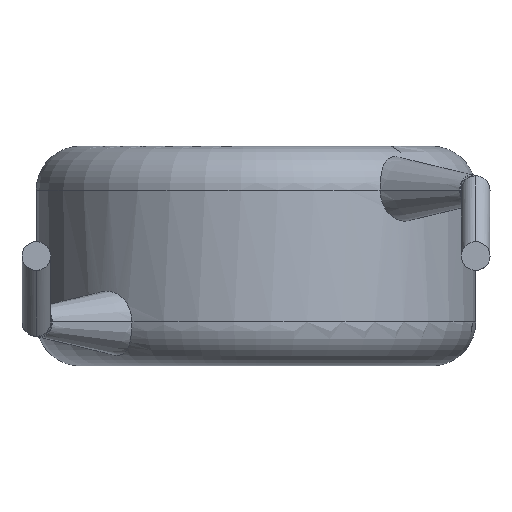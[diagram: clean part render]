
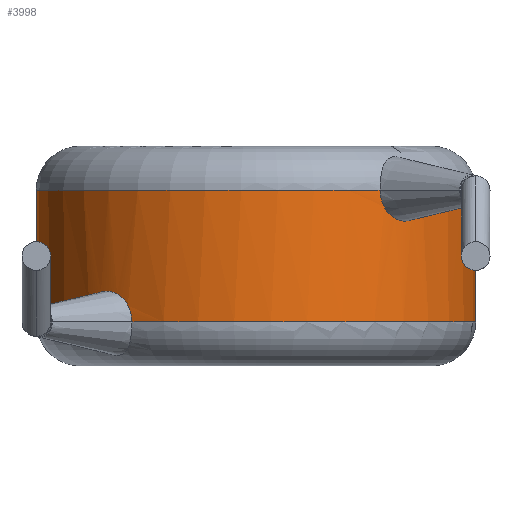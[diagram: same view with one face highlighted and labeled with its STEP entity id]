
A CAD part, front view. The second image highlights one B-rep face of the part: STEP entity #3998.
In plain terms, the highlighted cylindrical face has radius 5 mm (diameter 10 mm), a partial arc.
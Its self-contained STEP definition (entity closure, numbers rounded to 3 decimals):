
#40 = CYLINDRICAL_SURFACE ( 'NONE', #961, 5. ) ;
#78 = VERTEX_POINT ( 'NONE', #895 ) ;
#101 = CARTESIAN_POINT ( 'NONE',  ( 3.637, -3.432, 3.384 ) ) ;
#116 = EDGE_CURVE ( 'NONE', #341, #78, #3121, .T. ) ;
#136 = EDGE_CURVE ( 'NONE', #3294, #3633, #2478, .T. ) ;
#205 = CARTESIAN_POINT ( 'NONE',  ( -2.898, -4.074, 1.357 ) ) ;
#227 = CARTESIAN_POINT ( 'NONE',  ( 3.872, -3.163, 4. ) ) ;
#235 = CARTESIAN_POINT ( 'NONE',  ( -3.872, -3.163, 1.187 ) ) ;
#250 = EDGE_CURVE ( 'NONE', #341, #3633, #3262, .T. ) ;
#341 = VERTEX_POINT ( 'NONE', #4076 ) ;
#403 = CARTESIAN_POINT ( 'NONE',  ( 2.942, -4.043, 3.565 ) ) ;
#418 = CARTESIAN_POINT ( 'NONE',  ( 3.69, -3.374, 3.435 ) ) ;
#437 = DIRECTION ( 'NONE',  ( 1., 0., 0. ) ) ;
#451 = AXIS2_PLACEMENT_3D ( 'NONE', #777, #3060, #793 ) ;
#452 = CIRCLE ( 'NONE', #2929, 5. ) ;
#496 = DIRECTION ( 'NONE',  ( 1., 0., 0. ) ) ;
#512 = ORIENTED_EDGE ( 'NONE', *, *, #136, .F. ) ;
#525 = DIRECTION ( 'NONE',  ( 0., 0., -1. ) ) ;
#546 = CARTESIAN_POINT ( 'NONE',  ( -2.839, -4.116, 1.186 ) ) ;
#551 = CARTESIAN_POINT ( 'NONE',  ( 0., 0., 1. ) ) ;
#570 = DIRECTION ( 'NONE',  ( 0., 0., 1. ) ) ;
#731 = CARTESIAN_POINT ( 'NONE',  ( 3.245, -3.808, 3.296 ) ) ;
#773 = EDGE_CURVE ( 'NONE', #952, #3547, #3681, .T. ) ;
#777 = CARTESIAN_POINT ( 'NONE',  ( 0., 0., 4. ) ) ;
#793 = DIRECTION ( 'NONE',  ( 1., 0., 0. ) ) ;
#851 = CARTESIAN_POINT ( 'NONE',  ( -3.101, -3.924, 1.629 ) ) ;
#866 = DIRECTION ( 'NONE',  ( 0., 0., -1. ) ) ;
#888 = VECTOR ( 'NONE', #866, 1000. ) ;
#895 = CARTESIAN_POINT ( 'NONE',  ( -3.872, -3.163, 1. ) ) ;
#952 = VERTEX_POINT ( 'NONE', #2377 ) ;
#961 = AXIS2_PLACEMENT_3D ( 'NONE', #3622, #2755, #3880 ) ;
#978 = EDGE_LOOP ( 'NONE', ( #512, #2432, #2963, #2393, #3191, #2656, #1141, #2807 ) ) ;
#1029 = CIRCLE ( 'NONE', #1062, 5. ) ;
#1034 = CIRCLE ( 'NONE', #451, 5. ) ;
#1062 = AXIS2_PLACEMENT_3D ( 'NONE', #551, #570, #3218 ) ;
#1096 = DIRECTION ( 'NONE',  ( 0., 0., 1. ) ) ;
#1103 = CARTESIAN_POINT ( 'NONE',  ( -2.823, -4.127, 1. ) ) ;
#1141 = ORIENTED_EDGE ( 'NONE', *, *, #116, .F. ) ;
#1185 = CARTESIAN_POINT ( 'NONE',  ( -3.245, -3.808, 1.704 ) ) ;
#1379 = CARTESIAN_POINT ( 'NONE',  ( 3.824, -3.224, 3.631 ) ) ;
#1451 = CARTESIAN_POINT ( 'NONE',  ( 3.872, -3.163, 4. ) ) ;
#1503 = CARTESIAN_POINT ( 'NONE',  ( 5., 0., 5. ) ) ;
#1516 = CARTESIAN_POINT ( 'NONE',  ( -2.942, -4.043, 1.435 ) ) ;
#1534 = CARTESIAN_POINT ( 'NONE',  ( 5., 0., 4. ) ) ;
#1568 = EDGE_CURVE ( 'NONE', #3547, #78, #1029, .T. ) ;
#1686 = CARTESIAN_POINT ( 'NONE',  ( 2.823, -4.127, 3.906 ) ) ;
#1756 = EDGE_CURVE ( 'NONE', #3294, #2020, #1034, .T. ) ;
#1814 = CARTESIAN_POINT ( 'NONE',  ( 2.823, -4.127, 4. ) ) ;
#1819 = CARTESIAN_POINT ( 'NONE',  ( -3.637, -3.432, 1.616 ) ) ;
#1822 = CARTESIAN_POINT ( 'NONE',  ( -5., 0., 5. ) ) ;
#1829 = CARTESIAN_POINT ( 'NONE',  ( -3.69, -3.374, 1.565 ) ) ;
#1886 = VERTEX_POINT ( 'NONE', #1814 ) ;
#1923 = B_SPLINE_CURVE_WITH_KNOTS ( 'NONE', 3,
 ( #2058, #1686, #4011, #4035, #403, #4025, #731, #3024, #3371, #101, #418, #1379, #3702, #1451 ),
 .UNSPECIFIED., .F., .F.,
 ( 4, 2, 2, 2, 2, 2, 4 ),
 ( 0., 0., 0.001, 0.001, 0.001, 0.002, 0.002 ),
 .UNSPECIFIED. ) ;
#2020 = VERTEX_POINT ( 'NONE', #227 ) ;
#2058 = CARTESIAN_POINT ( 'NONE',  ( 2.823, -4.127, 4. ) ) ;
#2230 = CARTESIAN_POINT ( 'NONE',  ( 0., 0., 4. ) ) ;
#2318 = DIRECTION ( 'NONE',  ( 0., 0., -1. ) ) ;
#2377 = CARTESIAN_POINT ( 'NONE',  ( -5., 0., 4. ) ) ;
#2393 = ORIENTED_EDGE ( 'NONE', *, *, #3353, .T. ) ;
#2403 = CARTESIAN_POINT ( 'NONE',  ( 0., 0., 1. ) ) ;
#2413 = AXIS2_PLACEMENT_3D ( 'NONE', #2403, #1096, #496 ) ;
#2432 = ORIENTED_EDGE ( 'NONE', *, *, #1756, .T. ) ;
#2478 = LINE ( 'NONE', #1503, #888 ) ;
#2518 = CARTESIAN_POINT ( 'NONE',  ( -3.872, -3.163, 1. ) ) ;
#2656 = ORIENTED_EDGE ( 'NONE', *, *, #1568, .T. ) ;
#2747 = FACE_OUTER_BOUND ( 'NONE', #978, .T. ) ;
#2755 = DIRECTION ( 'NONE',  ( 0., 0., -1. ) ) ;
#2790 = VECTOR ( 'NONE', #525, 1000. ) ;
#2807 = ORIENTED_EDGE ( 'NONE', *, *, #250, .T. ) ;
#2915 = CARTESIAN_POINT ( 'NONE',  ( -5., 0., 1. ) ) ;
#2929 = AXIS2_PLACEMENT_3D ( 'NONE', #2230, #2318, #437 ) ;
#2963 = ORIENTED_EDGE ( 'NONE', *, *, #3144, .F. ) ;
#3024 = CARTESIAN_POINT ( 'NONE',  ( 3.45, -3.62, 3.296 ) ) ;
#3060 = DIRECTION ( 'NONE',  ( 0., 0., -1. ) ) ;
#3121 = B_SPLINE_CURVE_WITH_KNOTS ( 'NONE', 3,
 ( #1103, #3750, #546, #205, #1516, #851, #1185, #3498, #3823, #1819, #1829, #4151, #235, #2518 ),
 .UNSPECIFIED., .F., .F.,
 ( 4, 2, 2, 2, 2, 2, 4 ),
 ( 0., 0., 0.001, 0.001, 0.001, 0.002, 0.002 ),
 .UNSPECIFIED. ) ;
#3144 = EDGE_CURVE ( 'NONE', #1886, #2020, #1923, .T. ) ;
#3191 = ORIENTED_EDGE ( 'NONE', *, *, #773, .T. ) ;
#3218 = DIRECTION ( 'NONE',  ( 1., 0., 0. ) ) ;
#3262 = CIRCLE ( 'NONE', #2413, 5. ) ;
#3294 = VERTEX_POINT ( 'NONE', #1534 ) ;
#3353 = EDGE_CURVE ( 'NONE', #1886, #952, #452, .T. ) ;
#3371 = CARTESIAN_POINT ( 'NONE',  ( 3.516, -3.556, 3.314 ) ) ;
#3498 = CARTESIAN_POINT ( 'NONE',  ( -3.45, -3.62, 1.704 ) ) ;
#3547 = VERTEX_POINT ( 'NONE', #2915 ) ;
#3622 = CARTESIAN_POINT ( 'NONE',  ( 0., 0., 5. ) ) ;
#3633 = VERTEX_POINT ( 'NONE', #4023 ) ;
#3681 = LINE ( 'NONE', #1822, #2790 ) ;
#3702 = CARTESIAN_POINT ( 'NONE',  ( 3.872, -3.163, 3.813 ) ) ;
#3750 = CARTESIAN_POINT ( 'NONE',  ( -2.823, -4.127, 1.094 ) ) ;
#3823 = CARTESIAN_POINT ( 'NONE',  ( -3.516, -3.556, 1.686 ) ) ;
#3880 = DIRECTION ( 'NONE',  ( -1., 0., 0. ) ) ;
#3998 = ADVANCED_FACE ( 'NONE', ( #2747 ), #40, .T. ) ;
#4011 = CARTESIAN_POINT ( 'NONE',  ( 2.839, -4.116, 3.814 ) ) ;
#4023 = CARTESIAN_POINT ( 'NONE',  ( 5., 0., 1. ) ) ;
#4025 = CARTESIAN_POINT ( 'NONE',  ( 3.101, -3.924, 3.371 ) ) ;
#4035 = CARTESIAN_POINT ( 'NONE',  ( 2.898, -4.074, 3.643 ) ) ;
#4076 = CARTESIAN_POINT ( 'NONE',  ( -2.823, -4.127, 1. ) ) ;
#4151 = CARTESIAN_POINT ( 'NONE',  ( -3.824, -3.224, 1.369 ) ) ;
